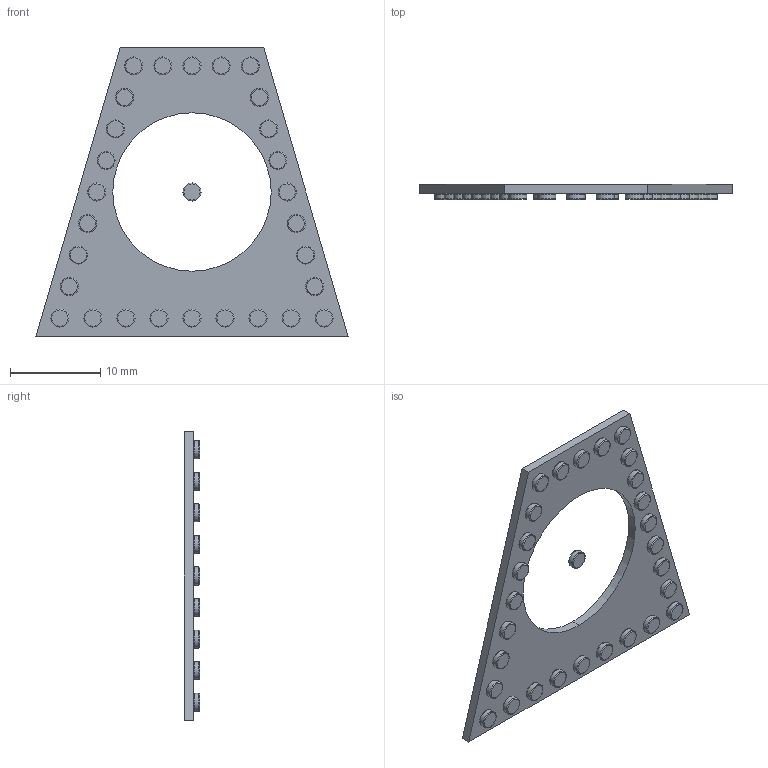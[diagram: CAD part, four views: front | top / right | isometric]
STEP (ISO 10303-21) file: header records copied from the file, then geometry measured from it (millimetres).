
FILE_DESCRIPTION(('TFLEX Exchange Step'),'2;1');
FILE_NAME(' башня 1.stp', '2022-04-03T22:04:49+03:00',('ilya'),('Unknown organisation'),'TFLEX Exchange 2022.0','T-FLEX CAD','Unknown authorisation');
FILE_SCHEMA( ('AUTOMOTIVE_DESIGN { 1 0 10303 214 1 1 1 1 }') );
Length unit declared in the file: millimetre
Products named in the file (2): норм заклепка; декор башня 1
Assembly tree (28 placements, depth 2):
  декор башня 1
    норм заклепка  x28
Bounding box: 34.61 x 1.7 x 31.94 mm (x, y, z)
Volume: 627.5 mm3; surface area: 1595 mm2
Topology: 30 solids, 30 shells, 240 faces, 482 edges, 302 vertices
Faces by surface type: torus 116, plane 64, cylinder 60
Entity records: 893 total; most frequent: DIRECTION 142, CARTESIAN_POINT 101, ORIENTED_EDGE 68, AXIS2_PLACEMENT_3D 63, PRODUCT_DEFINITION_SHAPE 57, EDGE_CURVE 34, PRODUCT 29, PRODUCT_RELATED_PRODUCT_CATEGORY 29
